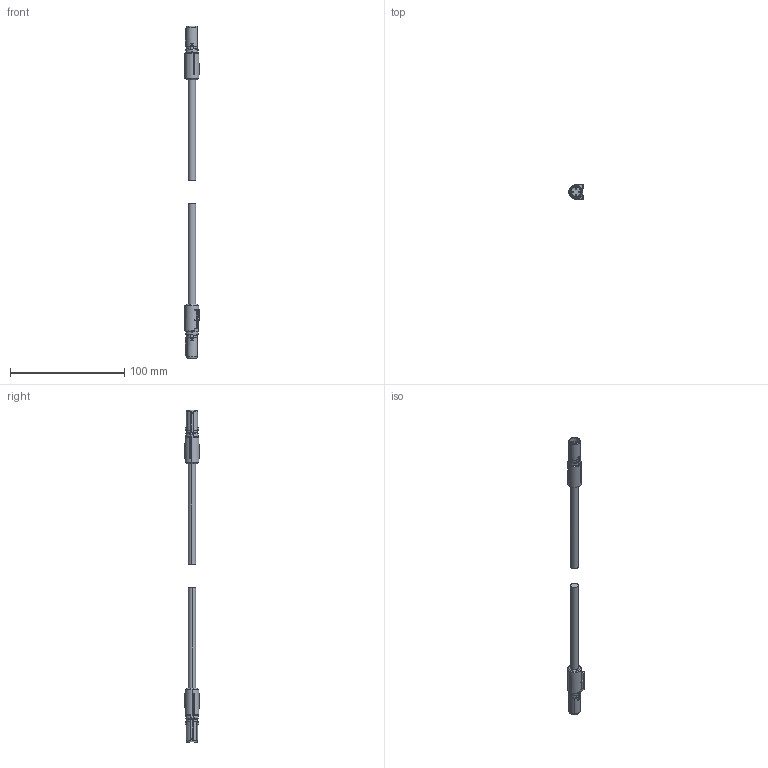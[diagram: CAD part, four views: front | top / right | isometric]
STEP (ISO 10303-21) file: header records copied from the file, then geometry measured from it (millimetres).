
FILE_DESCRIPTION(('CATIA V5 STEP Exchange','CAx-IF Rec.Pracs.--- Model Styling and Organization---1.4--- 2014-01-23'),'2;1');
FILE_NAME ('1098654-1_1_2659960400_2659960400.stp','2020-02-19T07:23:48+00:00',('none'),('Weidmueller'),'CATIA Version 5-6 Release 2016 SP3 HF44','CATIA V5 STEP AP214','none');
FILE_SCHEMA(('AUTOMOTIVE_DESIGN { 1 0 10303 214 1 1 1 1 }'));
Length unit declared in the file: millimetre
Products named in the file (1): 2659960400
Bounding box: 12.41 x 12.47 x 290.4 mm (x, y, z)
Volume: 14187.1 mm3; surface area: 8777.1 mm2
Topology: 14 solids, 14 shells, 542 faces, 1327 edges, 810 vertices
Faces by surface type: plane 202, cylinder 142, bspline 92, cone 54, torus 44, sphere 8
Entity records: 16979 total; most frequent: CARTESIAN_POINT 5802, ORIENTED_EDGE 2632, DIRECTION 1756, EDGE_CURVE 1316, VERTEX_POINT 810, AXIS2_PLACEMENT_3D 774, EDGE_LOOP 550, VECTOR 544
